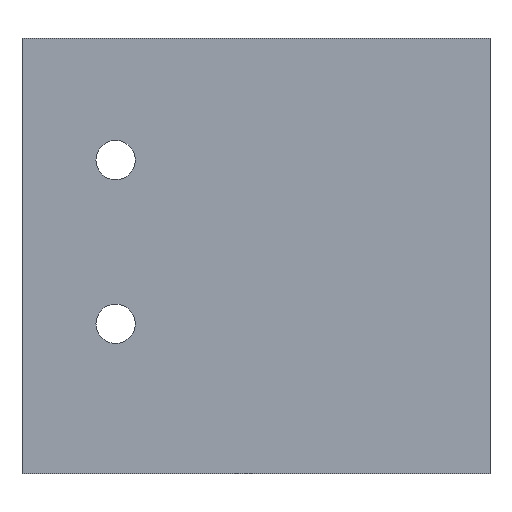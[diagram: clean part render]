
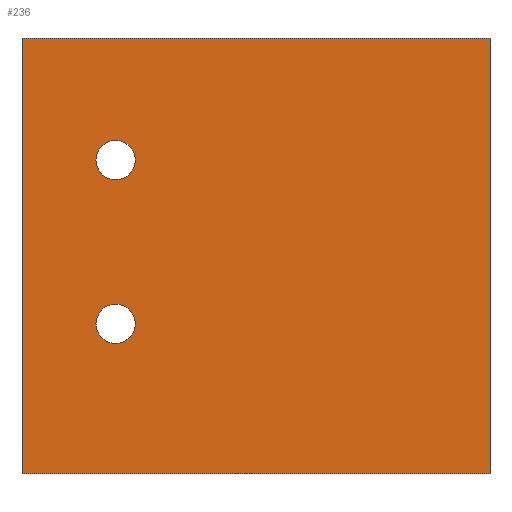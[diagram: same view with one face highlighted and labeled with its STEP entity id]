
A CAD part, front view. The second image highlights one B-rep face of the part: STEP entity #236.
In plain terms, the highlighted planar face has unit normal (0, -1, 0).
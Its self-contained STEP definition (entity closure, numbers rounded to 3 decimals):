
#17=FACE_BOUND('',#55,.T.);
#18=FACE_BOUND('',#56,.T.);
#28=PLANE('',#266);
#40=FACE_OUTER_BOUND('',#54,.T.);
#54=EDGE_LOOP('',(#217,#218,#219,#220));
#55=EDGE_LOOP('',(#221));
#56=EDGE_LOOP('',(#222));
#75=LINE('',#376,#101);
#78=LINE('',#381,#104);
#80=LINE('',#385,#106);
#82=LINE('',#388,#108);
#101=VECTOR('',#311,10.);
#104=VECTOR('',#316,10.);
#106=VECTOR('',#320,10.);
#108=VECTOR('',#324,10.);
#110=CIRCLE('',#253,2.1);
#112=CIRCLE('',#256,2.1);
#114=VERTEX_POINT('',#331);
#116=VERTEX_POINT('',#337);
#129=VERTEX_POINT('',#374);
#130=VERTEX_POINT('',#375);
#131=VERTEX_POINT('',#380);
#132=VERTEX_POINT('',#384);
#135=EDGE_CURVE('',#114,#114,#110,.T.);
#138=EDGE_CURVE('',#116,#116,#112,.T.);
#155=EDGE_CURVE('',#129,#130,#75,.T.);
#158=EDGE_CURVE('',#130,#131,#78,.T.);
#160=EDGE_CURVE('',#131,#132,#80,.T.);
#162=EDGE_CURVE('',#132,#129,#82,.T.);
#217=ORIENTED_EDGE('',*,*,#162,.T.);
#218=ORIENTED_EDGE('',*,*,#155,.T.);
#219=ORIENTED_EDGE('',*,*,#158,.T.);
#220=ORIENTED_EDGE('',*,*,#160,.T.);
#221=ORIENTED_EDGE('',*,*,#135,.T.);
#222=ORIENTED_EDGE('',*,*,#138,.T.);
#236=ADVANCED_FACE('',(#40,#17,#18),#28,.F.);
#253=AXIS2_PLACEMENT_3D('',#333,#274,#275);
#256=AXIS2_PLACEMENT_3D('',#339,#281,#282);
#266=AXIS2_PLACEMENT_3D('',#389,#325,#326);
#274=DIRECTION('center_axis',(0.,1.,0.));
#275=DIRECTION('ref_axis',(-1.,0.,0.));
#281=DIRECTION('center_axis',(0.,1.,0.));
#282=DIRECTION('ref_axis',(-1.,0.,0.));
#311=DIRECTION('',(0.,0.,-1.));
#316=DIRECTION('',(1.,0.,0.));
#320=DIRECTION('',(0.,0.,1.));
#324=DIRECTION('',(-1.,0.,0.));
#325=DIRECTION('center_axis',(0.,1.,0.));
#326=DIRECTION('ref_axis',(1.,0.,0.));
#331=CARTESIAN_POINT('',(12.1,0.,33.5));
#333=CARTESIAN_POINT('Origin',(10.,0.,33.5));
#337=CARTESIAN_POINT('',(12.1,0.,16.));
#339=CARTESIAN_POINT('Origin',(10.,0.,16.));
#374=CARTESIAN_POINT('',(0.,0.,46.5));
#375=CARTESIAN_POINT('',(0.,0.,0.));
#376=CARTESIAN_POINT('',(0.,0.,46.5));
#380=CARTESIAN_POINT('',(50.,0.,0.));
#381=CARTESIAN_POINT('',(0.,0.,0.));
#384=CARTESIAN_POINT('',(50.,0.,46.5));
#385=CARTESIAN_POINT('',(50.,0.,0.));
#388=CARTESIAN_POINT('',(50.,0.,46.5));
#389=CARTESIAN_POINT('Origin',(25.,0.,23.25));
